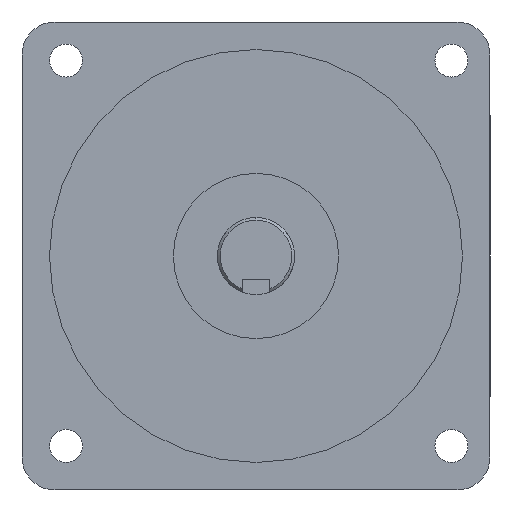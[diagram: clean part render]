
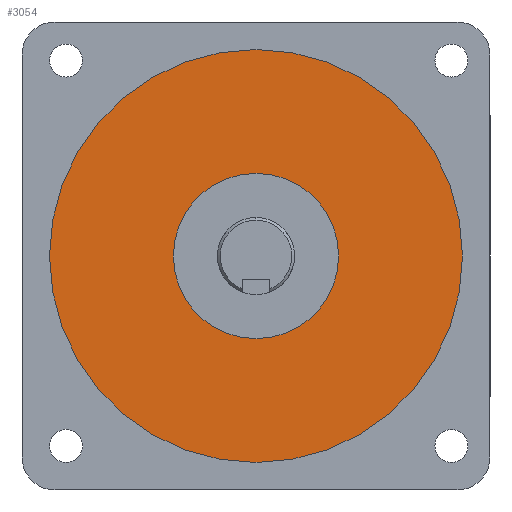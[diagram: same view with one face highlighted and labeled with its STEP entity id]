
A CAD part, front view. The second image highlights one B-rep face of the part: STEP entity #3054.
In plain terms, the highlighted planar face has unit normal (0, -1, 0).
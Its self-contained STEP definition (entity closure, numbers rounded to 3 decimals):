
#26 = VERTEX_POINT ( 'NONE', #1595 ) ;
#27 = DIRECTION ( 'NONE',  ( 0., 0., -1. ) ) ;
#125 = DIRECTION ( 'NONE',  ( 0., -1., 0. ) ) ;
#129 = AXIS2_PLACEMENT_3D ( 'NONE', #1101, #244, #3721 ) ;
#244 = DIRECTION ( 'NONE',  ( 0., -1., 0. ) ) ;
#265 = CARTESIAN_POINT ( 'NONE',  ( -42.5, -2., -27.5 ) ) ;
#295 = CIRCLE ( 'NONE', #367, 15. ) ;
#367 = AXIS2_PLACEMENT_3D ( 'NONE', #2336, #943, #27 ) ;
#410 = ORIENTED_EDGE ( 'NONE', *, *, #1895, .T. ) ;
#446 = FACE_BOUND ( 'NONE', #1027, .T. ) ;
#532 = EDGE_CURVE ( 'NONE', #26, #2071, #3482, .T. ) ;
#646 = CARTESIAN_POINT ( 'NONE',  ( -42.5, -2., -5. ) ) ;
#943 = DIRECTION ( 'NONE',  ( 0., -1., 0. ) ) ;
#1011 = PLANE ( 'NONE',  #2984 ) ;
#1027 = EDGE_LOOP ( 'NONE', ( #2691, #3072 ) ) ;
#1080 = DIRECTION ( 'NONE',  ( 0., 0., -1. ) ) ;
#1101 = CARTESIAN_POINT ( 'NONE',  ( -42.5, -2., -42.5 ) ) ;
#1291 = CARTESIAN_POINT ( 'NONE',  ( -42.5, -2., -57.5 ) ) ;
#1298 = FACE_OUTER_BOUND ( 'NONE', #1482, .T. ) ;
#1482 = EDGE_LOOP ( 'NONE', ( #410, #1932 ) ) ;
#1555 = AXIS2_PLACEMENT_3D ( 'NONE', #1650, #125, #1080 ) ;
#1595 = CARTESIAN_POINT ( 'NONE',  ( -42.5, -2., -80. ) ) ;
#1613 = VERTEX_POINT ( 'NONE', #1291 ) ;
#1650 = CARTESIAN_POINT ( 'NONE',  ( -42.5, -2., -42.5 ) ) ;
#1846 = CARTESIAN_POINT ( 'NONE',  ( -42.5, -2., -42.5 ) ) ;
#1895 = EDGE_CURVE ( 'NONE', #2071, #26, #2489, .T. ) ;
#1932 = ORIENTED_EDGE ( 'NONE', *, *, #532, .T. ) ;
#1935 = DIRECTION ( 'NONE',  ( 0., -1., 0. ) ) ;
#2002 = VERTEX_POINT ( 'NONE', #265 ) ;
#2071 = VERTEX_POINT ( 'NONE', #646 ) ;
#2336 = CARTESIAN_POINT ( 'NONE',  ( -42.5, -2., -42.5 ) ) ;
#2448 = CARTESIAN_POINT ( 'NONE',  ( -42.5, -2., -42.5 ) ) ;
#2489 = CIRCLE ( 'NONE', #129, 37.5 ) ;
#2504 = EDGE_CURVE ( 'NONE', #1613, #2002, #295, .T. ) ;
#2691 = ORIENTED_EDGE ( 'NONE', *, *, #2504, .F. ) ;
#2984 = AXIS2_PLACEMENT_3D ( 'NONE', #2448, #1935, #3352 ) ;
#2985 = CIRCLE ( 'NONE', #3287, 15. ) ;
#3054 = ADVANCED_FACE ( 'NONE', ( #446, #1298 ), #1011, .T. ) ;
#3072 = ORIENTED_EDGE ( 'NONE', *, *, #3606, .F. ) ;
#3200 = DIRECTION ( 'NONE',  ( 0., -1., 0. ) ) ;
#3239 = DIRECTION ( 'NONE',  ( 0., 0., -1. ) ) ;
#3287 = AXIS2_PLACEMENT_3D ( 'NONE', #1846, #3200, #3239 ) ;
#3352 = DIRECTION ( 'NONE',  ( 0., 0., -1. ) ) ;
#3482 = CIRCLE ( 'NONE', #1555, 37.5 ) ;
#3606 = EDGE_CURVE ( 'NONE', #2002, #1613, #2985, .T. ) ;
#3721 = DIRECTION ( 'NONE',  ( 0., 0., -1. ) ) ;
